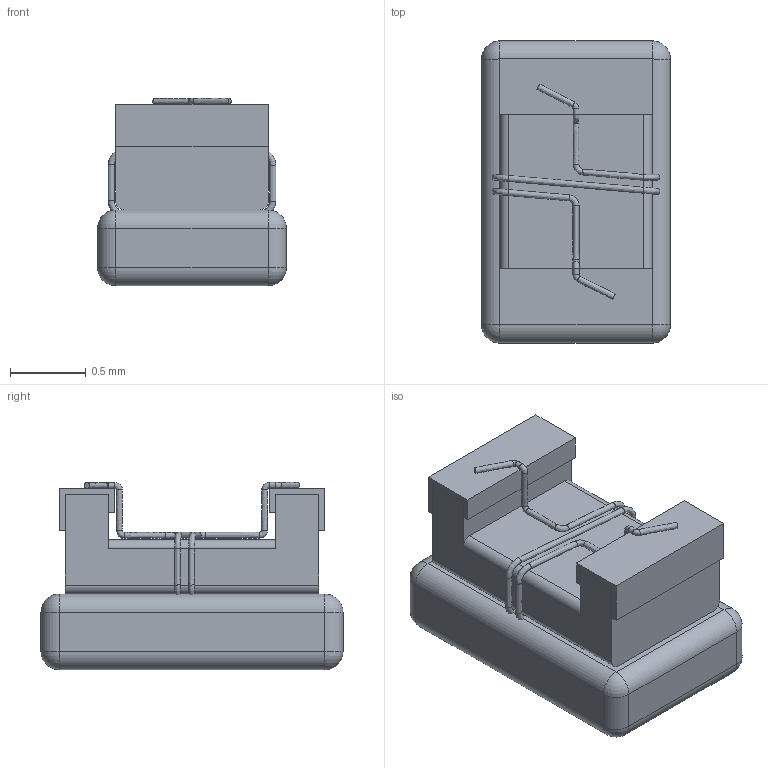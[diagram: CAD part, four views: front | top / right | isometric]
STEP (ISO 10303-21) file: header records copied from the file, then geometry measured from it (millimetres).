
FILE_DESCRIPTION( ( 'Unknown' ), '1' );
FILE_NAME( '0805A_744760082A.stp', 'Unknown', ( 'Unknown' ), ( 'Unknown' ), 'PSStep 17.0.49', 'Unknown', ' ' );
FILE_SCHEMA( ( 'AUTOMOTIVE_DESIGN { 1 0 10303 214 1 1 1 1 }' ) );
Length unit declared in the file: millimetre
Products named in the file (5): Assem1; Keramik; Boden; Leitfläche
Assembly tree (5 placements, depth 2):
  Assem1
    Keramik
    Keramik
    Boden
    Leitfläche  x2
Bounding box: 1.25 x 2 x 1.24 mm (x, y, z)
Volume: 2.1 mm3; surface area: 18.5 mm2
Topology: 5 solids, 5 shells, 167 faces, 393 edges, 238 vertices
Faces by surface type: plane 94, bspline 33, cylinder 16, extrusion 16, sphere 8
Entity records: 9551 total; most frequent: CARTESIAN_POINT 5160, ORIENTED_EDGE 654, DIRECTION 485, EDGE_CURVE 327, VERTEX_POINT 222, EDGE_LOOP 201, FACE_OUTER_BOUND 191, AXIS2_PLACEMENT_3D 166
